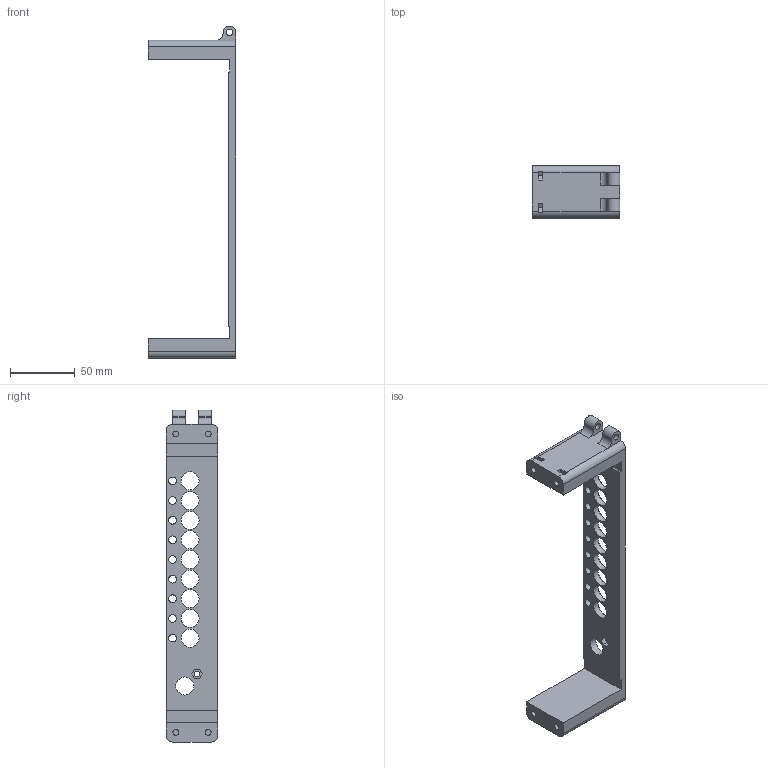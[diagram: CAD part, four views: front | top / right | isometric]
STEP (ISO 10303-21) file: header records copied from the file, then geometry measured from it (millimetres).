
FILE_DESCRIPTION(/* description */ (''),/* implementation_level */ '2;1');
FILE_NAME(/* name */ 'FrontBracket.step',/* time_stamp */ '2023-07-22T22:08:38+02:00',/* author */ (''),/* organization */ (''),/* preprocessor_version */ 'ST-DEVELOPER v19.2',/* originating_system */ 'Autodesk Translation Framework v12.6.0.85',/* authorisation */ '');
FILE_SCHEMA (('AUTOMOTIVE_DESIGN { 1 0 10303 214 3 1 1 }'));
Length unit declared in the file: millimetre
Products named in the file (1): Base bracket
Bounding box: 68 x 40 x 256.6 mm (x, y, z)
Volume: 118763.3 mm3; surface area: 38450.3 mm2
Topology: 1 solids, 1 shells, 120 faces, 340 edges, 220 vertices
Faces by surface type: plane 60, cylinder 42, cone 18
Full cylindrical faces by diameter (mm): 4.5 x9, 5.1 x2, 6 x9, 14 x10
Entity records: 4094 total; most frequent: CARTESIAN_POINT 761, DIRECTION 684, ORIENTED_EDGE 680, EDGE_CURVE 340, AXIS2_PLACEMENT_3D 239, VERTEX_POINT 220, LINE 206, VECTOR 206
